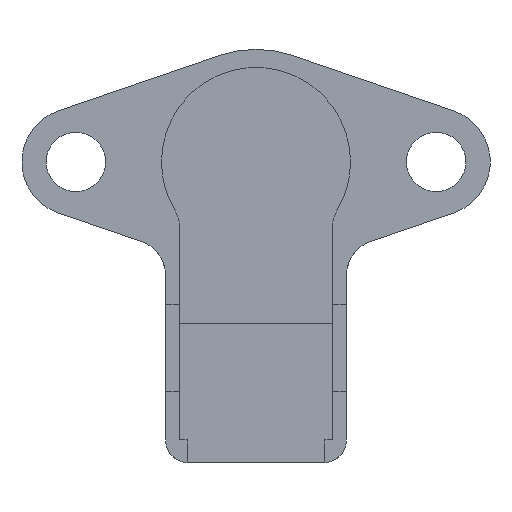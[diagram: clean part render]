
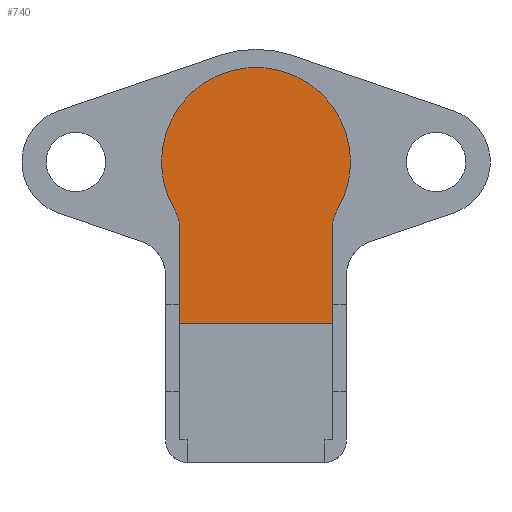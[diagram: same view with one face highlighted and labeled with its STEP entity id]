
A CAD part, front view. The second image highlights one B-rep face of the part: STEP entity #740.
In plain terms, the highlighted planar face has unit normal (0, -1, 0).
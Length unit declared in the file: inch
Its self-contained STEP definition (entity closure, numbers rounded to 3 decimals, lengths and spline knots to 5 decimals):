
#8 = CARTESIAN_POINT ( 'NONE',  ( -0.266, 0.09843, -0.22187 ) ) ;
#61 = FACE_OUTER_BOUND ( 'NONE', #993, .T. ) ;
#68 = VERTEX_POINT ( 'NONE', #1489 ) ;
#72 = LINE ( 'NONE', #867, #281 ) ;
#85 = VERTEX_POINT ( 'NONE', #890 ) ;
#99 = CIRCLE ( 'NONE', #205, 0.1 ) ;
#180 = DIRECTION ( 'NONE',  ( 0., 1., 0. ) ) ;
#189 = LINE ( 'NONE', #1488, #1555 ) ;
#205 = AXIS2_PLACEMENT_3D ( 'NONE', #280, #1176, #1076 ) ;
#244 = EDGE_CURVE ( 'NONE', #597, #68, #1366, .T. ) ;
#273 = DIRECTION ( 'NONE',  ( 0., 0., 1. ) ) ;
#280 = CARTESIAN_POINT ( 'NONE',  ( -0.366, 0.09843, -0.22187 ) ) ;
#281 = VECTOR ( 'NONE', #728, 39.37008 ) ;
#321 = VERTEX_POINT ( 'NONE', #696 ) ;
#323 = DIRECTION ( 'NONE',  ( -1., 0., 0. ) ) ;
#353 = EDGE_CURVE ( 'NONE', #996, #321, #189, .T. ) ;
#355 = EDGE_CURVE ( 'NONE', #85, #996, #72, .T. ) ;
#443 = ORIENTED_EDGE ( 'NONE', *, *, #353, .F. ) ;
#473 = AXIS2_PLACEMENT_3D ( 'NONE', #830, #180, #273 ) ;
#478 = DIRECTION ( 'NONE',  ( 0., 0., 1. ) ) ;
#501 = VECTOR ( 'NONE', #1653, 39.37008 ) ;
#536 = ORIENTED_EDGE ( 'NONE', *, *, #355, .F. ) ;
#547 = CARTESIAN_POINT ( 'NONE',  ( -0.28049, 0.09843, -0.17003 ) ) ;
#572 = DIRECTION ( 'NONE',  ( 0., 1., 0. ) ) ;
#594 = EDGE_CURVE ( 'NONE', #597, #680, #99, .T. ) ;
#597 = VERTEX_POINT ( 'NONE', #547 ) ;
#621 = CARTESIAN_POINT ( 'NONE',  ( 0.266, 0.09843, -0.56102 ) ) ;
#680 = VERTEX_POINT ( 'NONE', #8 ) ;
#696 = CARTESIAN_POINT ( 'NONE',  ( -0.266, 0.09843, -0.56102 ) ) ;
#710 = CARTESIAN_POINT ( 'NONE',  ( 0., 0.09843, 0. ) ) ;
#711 = AXIS2_PLACEMENT_3D ( 'NONE', #1630, #1615, #1211 ) ;
#727 = ORIENTED_EDGE ( 'NONE', *, *, #943, .F. ) ;
#728 = DIRECTION ( 'NONE',  ( 0., 0., -1. ) ) ;
#740 = ADVANCED_FACE ( 'NONE', ( #61 ), #865, .F. ) ;
#762 = EDGE_CURVE ( 'NONE', #85, #68, #1668, .T. ) ;
#825 = ORIENTED_EDGE ( 'NONE', *, *, #244, .F. ) ;
#830 = CARTESIAN_POINT ( 'NONE',  ( 0., 0.09843, 0. ) ) ;
#865 = PLANE ( 'NONE',  #1507 ) ;
#867 = CARTESIAN_POINT ( 'NONE',  ( 0.266, 0.09843, -0.49606 ) ) ;
#890 = CARTESIAN_POINT ( 'NONE',  ( 0.266, 0.09843, -0.22187 ) ) ;
#943 = EDGE_CURVE ( 'NONE', #321, #680, #1156, .T. ) ;
#993 = EDGE_LOOP ( 'NONE', ( #443, #536, #1629, #825, #1599, #727 ) ) ;
#996 = VERTEX_POINT ( 'NONE', #621 ) ;
#1076 = DIRECTION ( 'NONE',  ( 0., 0., 1. ) ) ;
#1156 = LINE ( 'NONE', #1661, #501 ) ;
#1176 = DIRECTION ( 'NONE',  ( 0., 1., 0. ) ) ;
#1211 = DIRECTION ( 'NONE',  ( 0., 0., 1. ) ) ;
#1366 = CIRCLE ( 'NONE', #473, 0.328 ) ;
#1488 = CARTESIAN_POINT ( 'NONE',  ( 0.266, 0.09843, -0.56102 ) ) ;
#1489 = CARTESIAN_POINT ( 'NONE',  ( 0.28049, 0.09843, -0.17003 ) ) ;
#1507 = AXIS2_PLACEMENT_3D ( 'NONE', #710, #572, #478 ) ;
#1555 = VECTOR ( 'NONE', #323, 39.37008 ) ;
#1599 = ORIENTED_EDGE ( 'NONE', *, *, #594, .T. ) ;
#1615 = DIRECTION ( 'NONE',  ( 0., 1., 0. ) ) ;
#1629 = ORIENTED_EDGE ( 'NONE', *, *, #762, .T. ) ;
#1630 = CARTESIAN_POINT ( 'NONE',  ( 0.366, 0.09843, -0.22187 ) ) ;
#1653 = DIRECTION ( 'NONE',  ( 0., 0., 1. ) ) ;
#1661 = CARTESIAN_POINT ( 'NONE',  ( -0.266, 0.09843, -0.79606 ) ) ;
#1668 = CIRCLE ( 'NONE', #711, 0.1 ) ;
